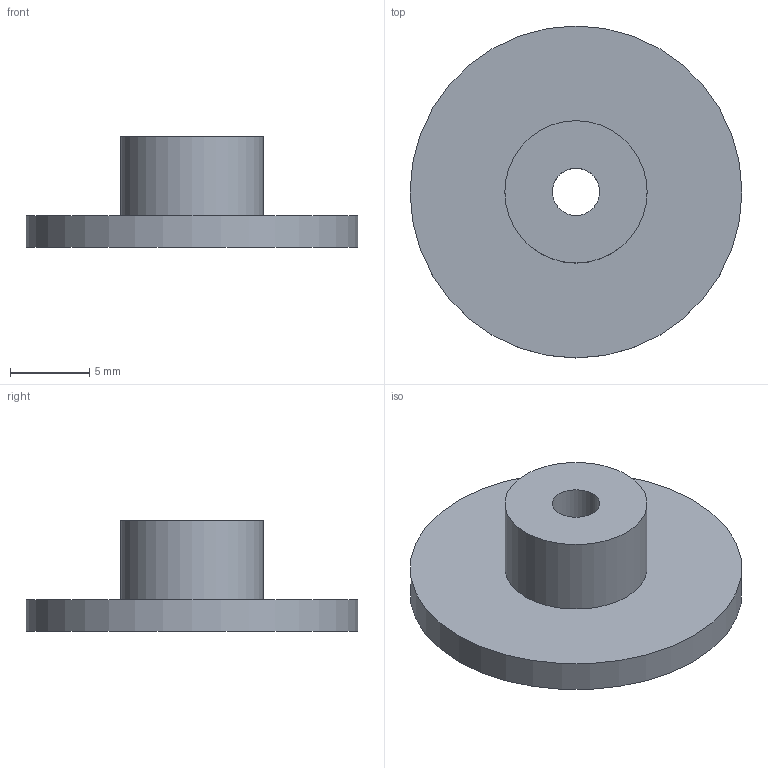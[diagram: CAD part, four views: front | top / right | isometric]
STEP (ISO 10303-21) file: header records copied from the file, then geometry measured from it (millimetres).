
FILE_DESCRIPTION(('HOOPS Exchange Step'),'2;1');
FILE_NAME('washer.step','2019-02-19T19:17:59+00:00',('SYSTEM'),('Unknown organisation'),'HOOPS Exchange 10.0','HOOPS Exchange','Unknown authorisation');
FILE_SCHEMA( ('AP203_CONFIGURATION_CONTROLLED_3D_DESIGN_OF_MECHANICAL_PARTS_AND_ASSEMBLIES_MIM_LF') );
Length unit declared in the file: millimetre
Products named in the file (2): Predeterminado; washer
Assembly tree (1 placements, depth 2):
  washer
    Predeterminado
Bounding box: 21 x 21 x 7 mm (x, y, z)
Volume: 961.3 mm3; surface area: 1017.9 mm2
Topology: 1 solids, 1 shells, 6 faces, 12 edges, 9 vertices
Faces by surface type: plane 3, cylinder 3
Full cylindrical faces by diameter (mm): 3 x1, 9 x1, 21 x1
Entity records: 220 total; most frequent: DIRECTION 39, CARTESIAN_POINT 30, ORIENTED_EDGE 24, AXIS2_PLACEMENT_3D 18, EDGE_CURVE 12, VERTEX_POINT 9, CIRCLE 9, EDGE_LOOP 9
